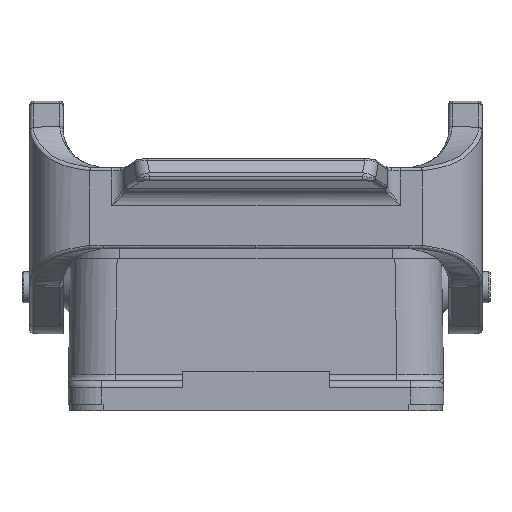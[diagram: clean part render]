
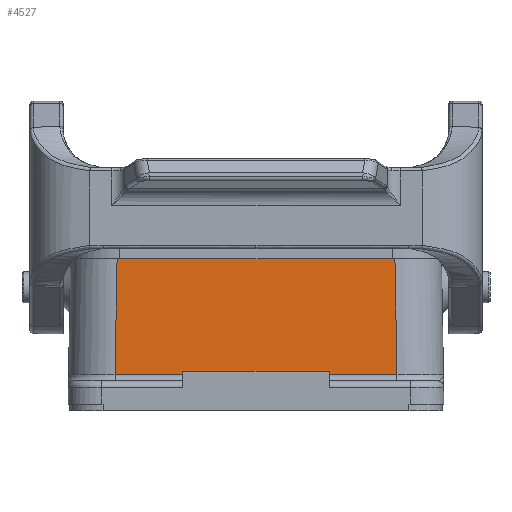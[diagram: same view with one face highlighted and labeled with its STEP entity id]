
A CAD part, left-side view. The second image highlights one B-rep face of the part: STEP entity #4527.
In plain terms, the highlighted planar face has unit normal (-1, 0, 0.018).
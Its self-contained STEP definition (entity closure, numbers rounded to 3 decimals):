
#4527=ADVANCED_FACE('',(#5524),#5008,.T.);
#5008=PLANE('',#15651);
#5524=FACE_OUTER_BOUND('',#6170,.T.);
#6170=EDGE_LOOP('',(#8333,#8334,#8335,#8336,#8337,#8338,#8339,#8340,#8341,
#8342));
#8333=ORIENTED_EDGE('',*,*,#11928,.F.);
#8334=ORIENTED_EDGE('',*,*,#11929,.T.);
#8335=ORIENTED_EDGE('',*,*,#11930,.T.);
#8336=ORIENTED_EDGE('',*,*,#11931,.T.);
#8337=ORIENTED_EDGE('',*,*,#11932,.T.);
#8338=ORIENTED_EDGE('',*,*,#11933,.T.);
#8339=ORIENTED_EDGE('',*,*,#11934,.T.);
#8340=ORIENTED_EDGE('',*,*,#11935,.T.);
#8341=ORIENTED_EDGE('',*,*,#11936,.F.);
#8342=ORIENTED_EDGE('',*,*,#11937,.T.);
#10563=VERTEX_POINT('',#24125);
#10564=VERTEX_POINT('',#24126);
#10565=VERTEX_POINT('',#24128);
#10566=VERTEX_POINT('',#24130);
#10567=VERTEX_POINT('',#24132);
#10568=VERTEX_POINT('',#24134);
#10569=VERTEX_POINT('',#24136);
#10570=VERTEX_POINT('',#24138);
#10571=VERTEX_POINT('',#24140);
#10572=VERTEX_POINT('',#24142);
#11928=EDGE_CURVE('',#10563,#10564,#13198,.T.);
#11929=EDGE_CURVE('',#10563,#10565,#13199,.T.);
#11930=EDGE_CURVE('',#10565,#10566,#13200,.T.);
#11931=EDGE_CURVE('',#10566,#10567,#13201,.T.);
#11932=EDGE_CURVE('',#10567,#10568,#13202,.T.);
#11933=EDGE_CURVE('',#10568,#10569,#13203,.T.);
#11934=EDGE_CURVE('',#10569,#10570,#13204,.T.);
#11935=EDGE_CURVE('',#10570,#10571,#13205,.T.);
#11936=EDGE_CURVE('',#10572,#10571,#13206,.T.);
#11937=EDGE_CURVE('',#10572,#10564,#13207,.T.);
#13198=LINE('',#24124,#14194);
#13199=LINE('',#24127,#14195);
#13200=LINE('',#24129,#14196);
#13201=LINE('',#24131,#14197);
#13202=LINE('',#24133,#14198);
#13203=LINE('',#24135,#14199);
#13204=LINE('',#24137,#14200);
#13205=LINE('',#24139,#14201);
#13206=LINE('',#24141,#14202);
#13207=LINE('',#24143,#14203);
#14194=VECTOR('',#17711,1.);
#14195=VECTOR('',#17712,1.);
#14196=VECTOR('',#17713,1.);
#14197=VECTOR('',#17714,1.);
#14198=VECTOR('',#17715,1.);
#14199=VECTOR('',#17716,1.);
#14200=VECTOR('',#17717,1.);
#14201=VECTOR('',#17718,1.);
#14202=VECTOR('',#17719,1.);
#14203=VECTOR('',#17720,1.);
#15651=AXIS2_PLACEMENT_3D('',#24144,#17721,#17722);
#17711=DIRECTION('',(0.017,0.,1.));
#17712=DIRECTION('',(0.,-1.,0.));
#17713=DIRECTION('',(0.017,0.017,1.));
#17714=DIRECTION('',(0.,1.,0.));
#17715=DIRECTION('',(0.,1.,0.));
#17716=DIRECTION('',(0.,1.,0.));
#17717=DIRECTION('',(-0.017,0.017,-1.));
#17718=DIRECTION('',(0.,-1.,0.));
#17719=DIRECTION('',(-0.017,0.,-1.));
#17720=DIRECTION('',(0.,-1.,0.));
#17721=DIRECTION('',(-1.,0.,0.017));
#17722=DIRECTION('',(0.017,0.,1.));
#24124=CARTESIAN_POINT('',(-41.3,-11.,-11.15));
#24125=CARTESIAN_POINT('',(-41.283,-11.,-10.167));
#24126=CARTESIAN_POINT('',(-41.274,-11.,-9.65));
#24127=CARTESIAN_POINT('',(-41.283,-21.22,-10.167));
#24128=CARTESIAN_POINT('',(-41.283,-21.203,-10.167));
#24129=CARTESIAN_POINT('',(-40.984,-20.904,6.978));
#24130=CARTESIAN_POINT('',(-40.979,-20.899,7.25));
#24131=CARTESIAN_POINT('',(-40.979,0.,7.25));
#24132=CARTESIAN_POINT('',(-40.979,-20.5,7.25));
#24133=CARTESIAN_POINT('',(-40.979,0.,7.25));
#24134=CARTESIAN_POINT('',(-40.979,20.5,7.25));
#24135=CARTESIAN_POINT('',(-40.979,0.,7.25));
#24136=CARTESIAN_POINT('',(-40.979,20.899,7.25));
#24137=CARTESIAN_POINT('',(-41.302,21.222,-11.272));
#24138=CARTESIAN_POINT('',(-41.283,21.203,-10.167));
#24139=CARTESIAN_POINT('',(-41.283,11.,-10.167));
#24140=CARTESIAN_POINT('',(-41.283,11.,-10.167));
#24141=CARTESIAN_POINT('',(-41.3,11.,-11.15));
#24142=CARTESIAN_POINT('',(-41.274,11.,-9.65));
#24143=CARTESIAN_POINT('',(-41.274,28.28,-9.65));
#24144=CARTESIAN_POINT('',(-41.3,28.28,-11.15));
